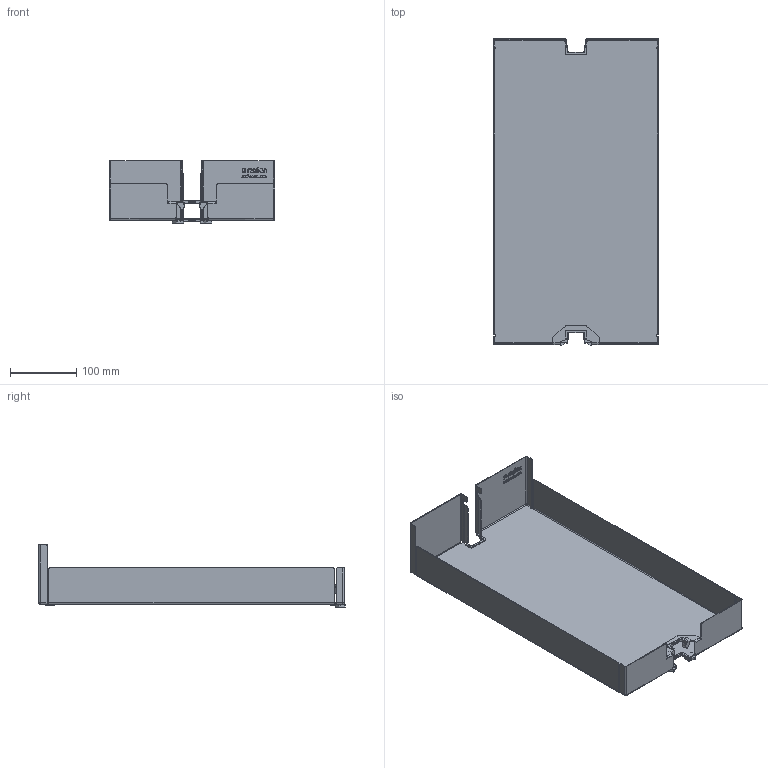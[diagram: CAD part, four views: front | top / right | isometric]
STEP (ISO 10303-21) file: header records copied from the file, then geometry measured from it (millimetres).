
FILE_DESCRIPTION(/* description */ (''),/* implementation_level */ '2;1');
FILE_NAME(/* name */ '3D_100-1251-XX_1.sat.ipt.stp',/* time_stamp */ '2022-05-16T13:43:20+02:00',/* author */ (''),/* organization */ (''),/* preprocessor_version */ 'ST-DEVELOPER v18.1',/* originating_system */ 'Autodesk Inventor 2021',/* authorisation */ '');
FILE_SCHEMA (('CONFIG_CONTROL_DESIGN'));
Length unit declared in the file: millimetre
Products named in the file (1): 3D_100-1251-XX_1.sat
Bounding box: 250 x 462.74 x 94.45 mm (x, y, z)
Volume: 247941.9 mm3; surface area: 396654.8 mm2
Topology: 1 solids, 1 shells, 1262 faces, 3293 edges, 2091 vertices
Faces by surface type: plane 760, cylinder 368, torus 62, bspline 62, sphere 10
Entity records: 41562 total; most frequent: CARTESIAN_POINT 10245, ORIENTED_EDGE 6562, DIRECTION 6452, EDGE_CURVE 3281, LINE 2346, VECTOR 2346, VERTEX_POINT 2091, AXIS2_PLACEMENT_3D 2053
